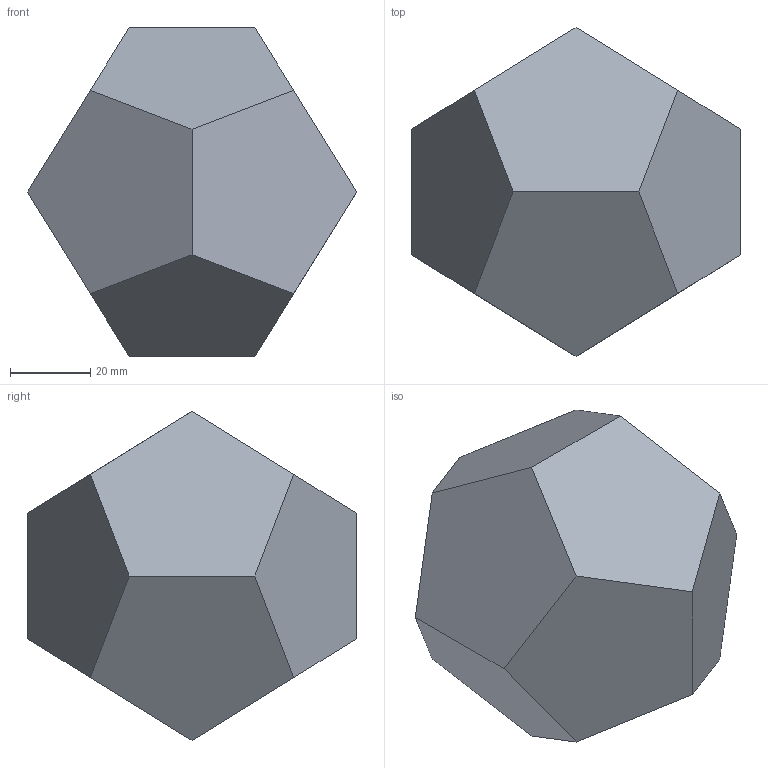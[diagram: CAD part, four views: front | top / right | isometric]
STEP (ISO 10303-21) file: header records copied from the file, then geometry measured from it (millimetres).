
FILE_DESCRIPTION(/* description */ ('Alibre Inc.'),/* implementation_level */ '2;1');
FILE_NAME(/* name */ 'export0',/* time_stamp */ '2018-05-30T14:10:39-05:00',/* author */ (''),/* organization */ (''),/* preprocessor_version */ 'ST-DEVELOPER v17',/* originating_system */ 'Alibre',/* authorisation */ '');
FILE_SCHEMA (('AUTOMOTIVE_DESIGN'));
Length unit declared in the file: centimetre
Bounding box: 82.2 x 82.2 x 82.2 mm (x, y, z)
Volume: 237155.8 mm3; surface area: 20350.8 mm2
Topology: 1 solids, 1 shells, 12 faces, 30 edges, 20 vertices
Faces by surface type: plane 12
Entity records: 357 total; most frequent: CARTESIAN_POINT 62, ORIENTED_EDGE 60, DIRECTION 42, VECTOR 30, LINE 30, EDGE_CURVE 30, VERTEX_POINT 20, EDGE_LOOP 12
